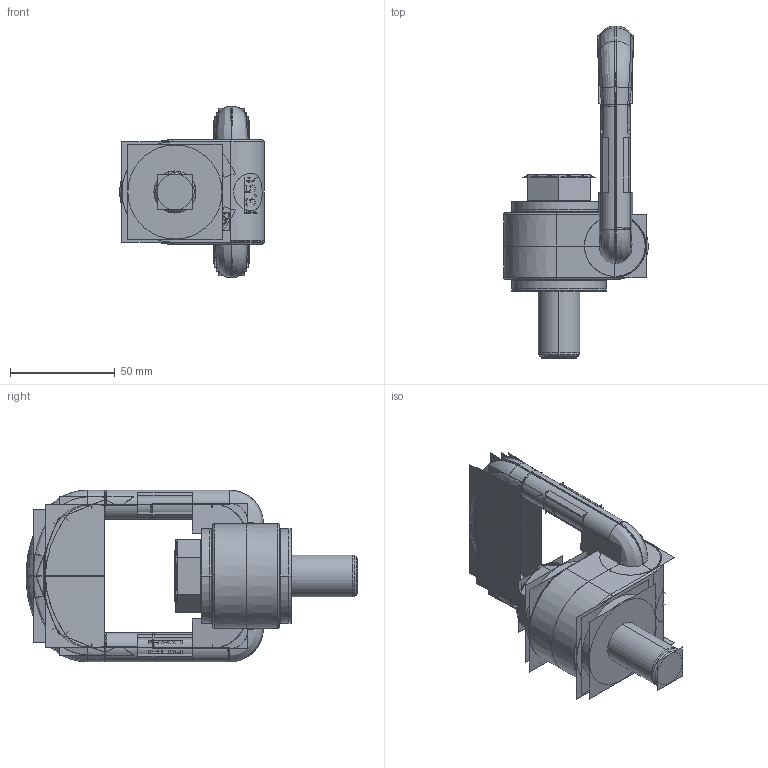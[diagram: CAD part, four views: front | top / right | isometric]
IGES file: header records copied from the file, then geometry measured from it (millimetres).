
Start section:  PTC IGES file: VLBG-PLUS-3,5t_M20.igs
Global section: file name: VLBG-PLUS-3,5t_M20.igs; native system: Pro/ENGINEER by Parametric Technology Corporation; preprocessor: 2011490; author: Anja.Joas; organization: Unknown; date: 20160927.095248; units: millimetre
Bounding box: 69.1 x 158.75 x 82 mm (x, y, z)
Surface area: 133517.6 mm2 (no closed solid volume)
Topology: 0 solids, 0 shells, 2428 faces, 35133 edges, 45358 vertices
Faces by surface type: bspline 2226, revolution 202
